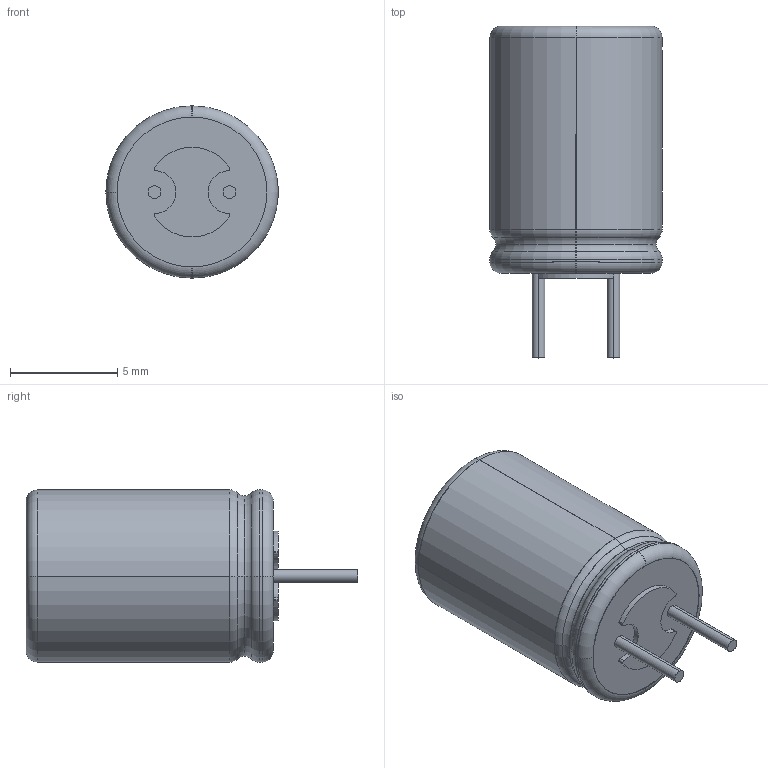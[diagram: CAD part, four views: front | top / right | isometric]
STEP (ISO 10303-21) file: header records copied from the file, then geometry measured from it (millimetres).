
FILE_DESCRIPTION (( 'STEP AP214' ), '1' );
FILE_NAME ('F7A863A8-DFEF-4CE4-B3E3-A2412EB49ADC.STEP', '2008-12-07T14:14:39', ( 'sysAdmin' ), ( 'SolidWorks' ), 'SwSTEP 2.0', 'SolidWorks 2009', '' );
FILE_SCHEMA (( 'AUTOMOTIVE_DESIGN' ));
Length unit declared in the file: millimetre
Products named in the file (1): F7A863A8-DFEF-4CE4-B3E3-A2412EB49ADC
Bounding box: 8.05 x 15.5 x 8.05 mm (x, y, z)
Surface area: 859.4 mm2 (no closed solid volume)
Topology: 0 solids, 4 shells, 102 faces, 267 edges, 183 vertices
Faces by surface type: cylinder 60, torus 36, plane 6
Entity records: 4346 total; most frequent: CARTESIAN_POINT 625, DIRECTION 605, ORIENTED_EDGE 480, EDGE_CURVE 267, AXIS2_PLACEMENT_3D 259, VERTEX_POINT 183, CIRCLE 156, EDGE_LOOP 115
